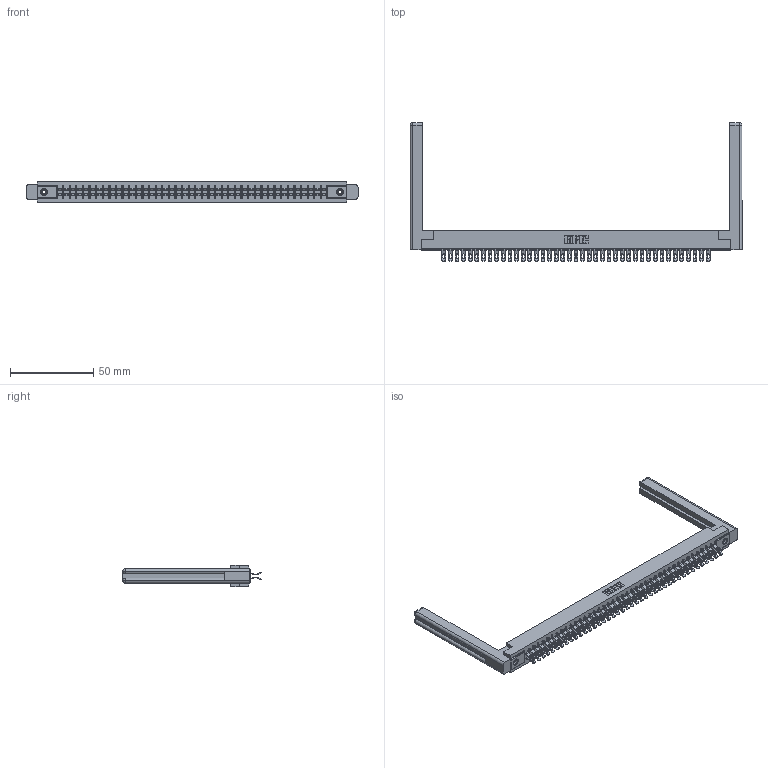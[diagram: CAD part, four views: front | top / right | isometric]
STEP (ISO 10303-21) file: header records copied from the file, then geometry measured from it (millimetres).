
FILE_DESCRIPTION (( 'STEP AP203' ), '1' );
FILE_NAME ('305-082-555-558.STEP', '2019-09-10T11:18:17', ( '' ), ( '' ), 'SwSTEP 2.0', 'SolidWorks 2016', '' );
FILE_SCHEMA (( 'CONFIG_CONTROL_DESIGN' ));
Length unit declared in the file: inch
Products named in the file (5): 305-082-555-558; 345-250-001_345-250-001-102; 305-290-001_555; 305 Part_.156 Dia; 307-220-058
Assembly tree (87 placements, depth 2):
  305-082-555-558
    305 Part_.156 Dia
    305-290-001_555  x82
    345-250-001_345-250-001-102  x2
    307-220-058  x2
Bounding box: 199.09 x 83.06 x 12.7 mm (x, y, z)
Volume: 27595.9 mm3; surface area: 33289 mm2
Topology: 87 solids, 87 shells, 5670 faces, 16865 edges, 11010 vertices
Faces by surface type: plane 2776, cylinder 2706, sphere 164, cone 12, torus 12
Entity records: 47771 total; most frequent: CARTESIAN_POINT 7938, ORIENTED_EDGE 7812, DIRECTION 7636, EDGE_CURVE 3906, VECTOR 3128, LINE 3128, VERTEX_POINT 2486, AXIS2_PLACEMENT_3D 2254
